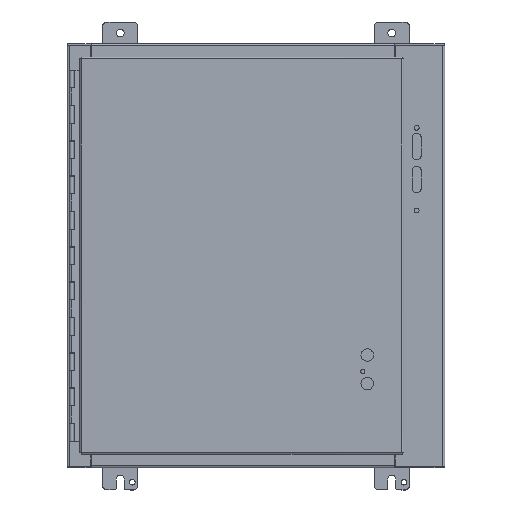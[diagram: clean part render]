
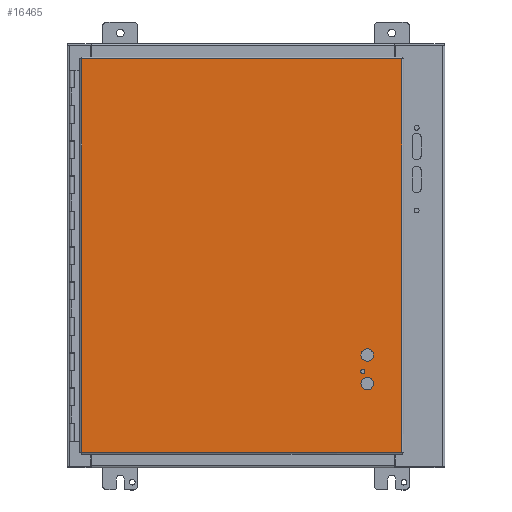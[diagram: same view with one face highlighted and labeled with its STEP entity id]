
A CAD part, top view. The second image highlights one B-rep face of the part: STEP entity #16465.
In plain terms, the highlighted planar face has unit normal (0, 0, 1).
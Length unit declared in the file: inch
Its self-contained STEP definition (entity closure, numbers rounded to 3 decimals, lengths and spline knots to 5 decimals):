
#15161=CARTESIAN_POINT('',(16.62125,4.,0.074));
#15162=VERTEX_POINT('',#15161);
#15163=CARTESIAN_POINT('',(16.26975,4.,0.074));
#15164=DIRECTION('',(0.0,0.0,-1.0));
#15165=DIRECTION('',(-1.0,0.0,0.0));
#15166=AXIS2_PLACEMENT_3D('',#15163,#15164,#15165);
#15167=CIRCLE('',#15166,0.3515);
#15168=EDGE_CURVE('',#15162,#15162,#15167,.T.);
#15189=CARTESIAN_POINT('',(16.62125,5.625,0.074));
#15190=VERTEX_POINT('',#15189);
#15191=CARTESIAN_POINT('',(16.26975,5.625,0.074));
#15192=DIRECTION('',(0.0,0.0,-1.0));
#15193=DIRECTION('',(-1.0,0.0,0.0));
#15194=AXIS2_PLACEMENT_3D('',#15191,#15192,#15193);
#15195=CIRCLE('',#15194,0.3515);
#15196=EDGE_CURVE('',#15190,#15190,#15195,.T.);
#15217=CARTESIAN_POINT('',(16.14475,4.688,0.074));
#15218=VERTEX_POINT('',#15217);
#15219=CARTESIAN_POINT('',(16.01975,4.688,0.074));
#15220=DIRECTION('',(0.0,0.0,-1.0));
#15221=DIRECTION('',(-1.0,0.0,0.0));
#15222=AXIS2_PLACEMENT_3D('',#15219,#15220,#15221);
#15223=CIRCLE('',#15222,0.125);
#15224=EDGE_CURVE('',#15218,#15218,#15223,.T.);
#15443=CARTESIAN_POINT('',(18.2385,22.39475,0.074));
#15444=VERTEX_POINT('',#15443);
#15455=CARTESIAN_POINT('',(18.2385,0.10525,0.074));
#15456=VERTEX_POINT('',#15455);
#15457=CARTESIAN_POINT('',(18.2385,0.10525,0.074));
#15458=DIRECTION('',(0.0,1.0,0.0));
#15459=VECTOR('',#15458,22.2895);
#15460=LINE('',#15457,#15459);
#15461=EDGE_CURVE('',#15456,#15444,#15460,.T.);
#15723=CARTESIAN_POINT('',(0.10525,22.39475,0.074));
#15724=VERTEX_POINT('',#15723);
#15735=CARTESIAN_POINT('',(18.2385,22.39475,0.074));
#15736=DIRECTION('',(-1.0,0.0,0.0));
#15737=VECTOR('',#15736,18.13325);
#15738=LINE('',#15735,#15737);
#15739=EDGE_CURVE('',#15444,#15724,#15738,.T.);
#15994=CARTESIAN_POINT('',(0.10525,0.10525,0.074));
#15995=VERTEX_POINT('',#15994);
#16006=CARTESIAN_POINT('',(0.10525,22.39475,0.074));
#16007=DIRECTION('',(0.0,-1.0,0.0));
#16008=VECTOR('',#16007,22.2895);
#16009=LINE('',#16006,#16008);
#16010=EDGE_CURVE('',#15724,#15995,#16009,.T.);
#16208=CARTESIAN_POINT('',(0.10525,0.10525,0.074));
#16209=DIRECTION('',(1.0,0.0,0.0));
#16210=VECTOR('',#16209,18.13325);
#16211=LINE('',#16208,#16210);
#16212=EDGE_CURVE('',#15995,#15456,#16211,.T.);
#16445=CARTESIAN_POINT('',(9.17187,11.25,0.074));
#16446=DIRECTION('',(0.0,0.0,1.0));
#16447=DIRECTION('',(1.0,0.0,0.0));
#16448=AXIS2_PLACEMENT_3D('',#16445,#16446,#16447);
#16449=PLANE('',#16448);
#16450=ORIENTED_EDGE('',*,*,#15461,.T.);
#16451=ORIENTED_EDGE('',*,*,#15739,.T.);
#16452=ORIENTED_EDGE('',*,*,#16010,.T.);
#16453=ORIENTED_EDGE('',*,*,#16212,.T.);
#16454=EDGE_LOOP('',(#16450,#16451,#16452,#16453));
#16455=FACE_OUTER_BOUND('',#16454,.T.);
#16456=ORIENTED_EDGE('',*,*,#15168,.T.);
#16457=EDGE_LOOP('',(#16456));
#16458=FACE_BOUND('',#16457,.T.);
#16459=ORIENTED_EDGE('',*,*,#15196,.T.);
#16460=EDGE_LOOP('',(#16459));
#16461=FACE_BOUND('',#16460,.T.);
#16462=ORIENTED_EDGE('',*,*,#15224,.T.);
#16463=EDGE_LOOP('',(#16462));
#16464=FACE_BOUND('',#16463,.T.);
#16465=ADVANCED_FACE('',(#16455,#16458,#16461,#16464),#16449,.T.);
